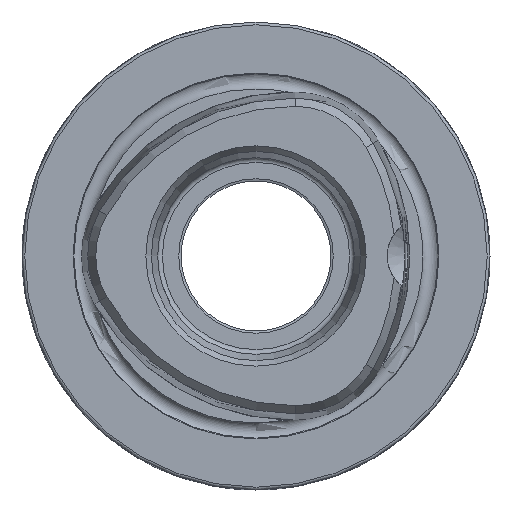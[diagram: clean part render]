
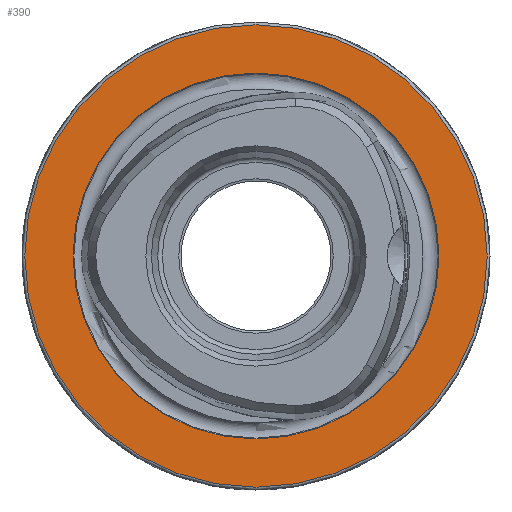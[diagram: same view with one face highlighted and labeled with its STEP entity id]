
A CAD part, left-side view. The second image highlights one B-rep face of the part: STEP entity #390.
In plain terms, the highlighted planar face has unit normal (-1, 0, 0).
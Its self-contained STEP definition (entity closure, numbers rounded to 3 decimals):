
#44 = CARTESIAN_POINT ( 'NONE',  ( 0., 0., 0. ) ) ;
#67 = FACE_BOUND ( 'NONE', #3791, .T. ) ;
#358 = ORIENTED_EDGE ( 'NONE', *, *, #956, .T. ) ;
#390 = ADVANCED_FACE ( 'NONE', ( #67, #3182 ), #3312, .F. ) ;
#395 = DIRECTION ( 'NONE',  ( -1., 0., 0. ) ) ;
#412 = VERTEX_POINT ( 'NONE', #2059 ) ;
#438 = DIRECTION ( 'NONE',  ( -1., 0., 0. ) ) ;
#532 = CARTESIAN_POINT ( 'NONE',  ( 0., 19.55, 0. ) ) ;
#643 = ORIENTED_EDGE ( 'NONE', *, *, #3827, .F. ) ;
#956 = EDGE_CURVE ( 'NONE', #412, #412, #2437, .T. ) ;
#1383 = AXIS2_PLACEMENT_3D ( 'NONE', #44, #395, #2838 ) ;
#1758 = CARTESIAN_POINT ( 'NONE',  ( 0., 0., 19.55 ) ) ;
#1764 = AXIS2_PLACEMENT_3D ( 'NONE', #2903, #438, #2156 ) ;
#2059 = CARTESIAN_POINT ( 'NONE',  ( 0., 0., 24.7 ) ) ;
#2115 = VERTEX_POINT ( 'NONE', #1758 ) ;
#2156 = DIRECTION ( 'NONE',  ( 0., 0., 1. ) ) ;
#2437 = CIRCLE ( 'NONE', #1383, 24.7 ) ;
#2838 = DIRECTION ( 'NONE',  ( 0., 0., 1. ) ) ;
#2903 = CARTESIAN_POINT ( 'NONE',  ( 0., 0., 0. ) ) ;
#2971 = DIRECTION ( 'NONE',  ( 1., 0., 0. ) ) ;
#3182 = FACE_OUTER_BOUND ( 'NONE', #3585, .T. ) ;
#3312 = PLANE ( 'NONE',  #3346 ) ;
#3325 = DIRECTION ( 'NONE',  ( 0., 0., -1. ) ) ;
#3346 = AXIS2_PLACEMENT_3D ( 'NONE', #532, #2971, #3325 ) ;
#3585 = EDGE_LOOP ( 'NONE', ( #358 ) ) ;
#3791 = EDGE_LOOP ( 'NONE', ( #643 ) ) ;
#3827 = EDGE_CURVE ( 'NONE', #2115, #2115, #4467, .T. ) ;
#4467 = CIRCLE ( 'NONE', #1764, 19.55 ) ;
